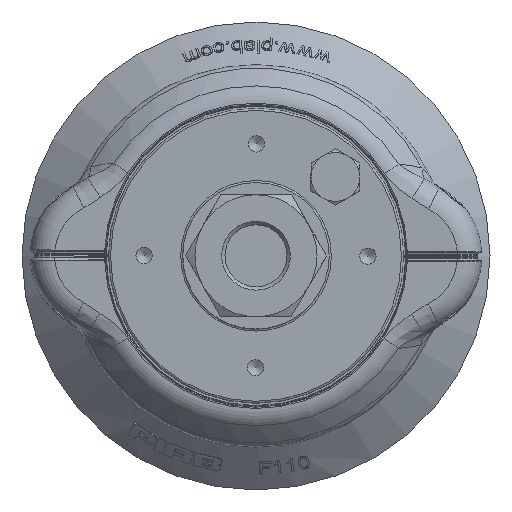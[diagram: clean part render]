
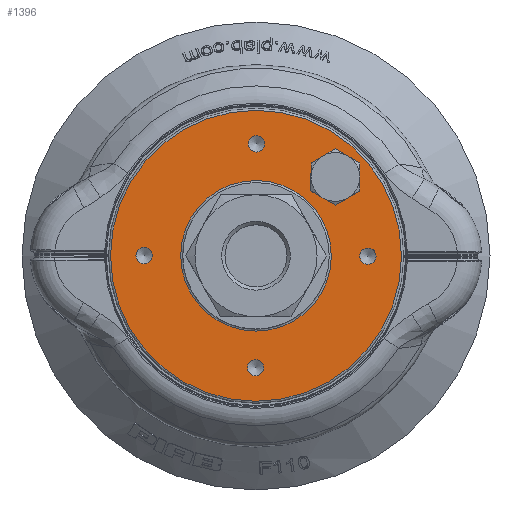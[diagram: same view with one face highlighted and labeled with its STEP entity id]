
A CAD part, top view. The second image highlights one B-rep face of the part: STEP entity #1396.
In plain terms, the highlighted planar face has unit normal (0, 0, 1).
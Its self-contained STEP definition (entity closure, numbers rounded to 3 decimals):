
#1396 = ADVANCED_FACE( '', ( #2806, #2807, #2808, #2809, #2810, #2811, #2812 ), #2813, .F. );
#2806 = FACE_BOUND( '', #12746, .T. );
#2807 = FACE_OUTER_BOUND( '', #12747, .T. );
#2808 = FACE_BOUND( '', #12748, .T. );
#2809 = FACE_BOUND( '', #12749, .T. );
#2810 = FACE_BOUND( '', #12750, .T. );
#2811 = FACE_BOUND( '', #12751, .T. );
#2812 = FACE_BOUND( '', #12752, .T. );
#2813 = PLANE( '', #12753 );
#12746 = EDGE_LOOP( '', ( #18323 ) );
#12747 = EDGE_LOOP( '', ( #18324 ) );
#12748 = EDGE_LOOP( '', ( #18325 ) );
#12749 = EDGE_LOOP( '', ( #18326 ) );
#12750 = EDGE_LOOP( '', ( #18327 ) );
#12751 = EDGE_LOOP( '', ( #18328 ) );
#12752 = EDGE_LOOP( '', ( #18329 ) );
#12753 = AXIS2_PLACEMENT_3D( '', #18330, #18331, #18332 );
#18323 = ORIENTED_EDGE( '', *, *, #20045, .T. );
#18324 = ORIENTED_EDGE( '', *, *, #20577, .T. );
#18325 = ORIENTED_EDGE( '', *, *, #20005, .T. );
#18326 = ORIENTED_EDGE( '', *, *, #20809, .T. );
#18327 = ORIENTED_EDGE( '', *, *, #20810, .T. );
#18328 = ORIENTED_EDGE( '', *, *, #20626, .T. );
#18329 = ORIENTED_EDGE( '', *, *, #19648, .T. );
#18330 = CARTESIAN_POINT( '', ( 0., 0., -7. ) );
#18331 = DIRECTION( '', ( 0., 0., -1. ) );
#18332 = DIRECTION( '', ( -1., 0., 0. ) );
#19648 = EDGE_CURVE( '', #23960, #23960, #23961, .T. );
#20005 = EDGE_CURVE( '', #24562, #24562, #24563, .T. );
#20045 = EDGE_CURVE( '', #24623, #24623, #24624, .T. );
#20577 = EDGE_CURVE( '', #25343, #25343, #25344, .F. );
#20626 = EDGE_CURVE( '', #25405, #25405, #25406, .T. );
#20809 = EDGE_CURVE( '', #25605, #25605, #25606, .T. );
#20810 = EDGE_CURVE( '', #25607, #25607, #25608, .T. );
#23960 = VERTEX_POINT( '', #26706 );
#23961 = CIRCLE( '', #26707, 2. );
#24562 = VERTEX_POINT( '', #29298 );
#24563 = CIRCLE( '', #29299, 18.5 );
#24623 = VERTEX_POINT( '', #29475 );
#24624 = CIRCLE( '', #29476, 5.1 );
#25343 = VERTEX_POINT( '', #32865 );
#25344 = CIRCLE( '', #32866, 35.75 );
#25405 = VERTEX_POINT( '', #33180 );
#25406 = CIRCLE( '', #33181, 2. );
#25605 = VERTEX_POINT( '', #33694 );
#25606 = CIRCLE( '', #33695, 2. );
#25607 = VERTEX_POINT( '', #33696 );
#25608 = CIRCLE( '', #33697, 2. );
#26706 = CARTESIAN_POINT( '', ( -27.5, -2., -7. ) );
#26707 = AXIS2_PLACEMENT_3D( '', #35293, #35294, #35295 );
#29298 = CARTESIAN_POINT( '', ( -18.5, 0., -7. ) );
#29299 = AXIS2_PLACEMENT_3D( '', #35784, #35785, #35786 );
#29475 = CARTESIAN_POINT( '', ( 19.445, 24.545, -7. ) );
#29476 = AXIS2_PLACEMENT_3D( '', #35847, #35848, #35849 );
#32865 = CARTESIAN_POINT( '', ( -35.75, 0., -7. ) );
#32866 = AXIS2_PLACEMENT_3D( '', #36520, #36521, #36522 );
#33180 = CARTESIAN_POINT( '', ( 27.5, -2., -7. ) );
#33181 = AXIS2_PLACEMENT_3D( '', #36584, #36585, #36586 );
#33694 = CARTESIAN_POINT( '', ( 0., -29.5, -7. ) );
#33695 = AXIS2_PLACEMENT_3D( '', #36768, #36769, #36770 );
#33696 = CARTESIAN_POINT( '', ( 0., 25.5, -7. ) );
#33697 = AXIS2_PLACEMENT_3D( '', #36771, #36772, #36773 );
#35293 = CARTESIAN_POINT( '', ( -27.5, 0., -7. ) );
#35294 = DIRECTION( '', ( 0., 0., -1. ) );
#35295 = DIRECTION( '', ( 0., -1., 0. ) );
#35784 = CARTESIAN_POINT( '', ( 0., 0., -7. ) );
#35785 = DIRECTION( '', ( 0., 0., -1. ) );
#35786 = DIRECTION( '', ( -1., 0., 0. ) );
#35847 = CARTESIAN_POINT( '', ( 19.445, 19.445, -7. ) );
#35848 = DIRECTION( '', ( 0., 0., -1. ) );
#35849 = DIRECTION( '', ( 0., 1., 0. ) );
#36520 = CARTESIAN_POINT( '', ( 0., 0., -7. ) );
#36521 = DIRECTION( '', ( 0., 0., -1. ) );
#36522 = DIRECTION( '', ( -1., 0., 0. ) );
#36584 = CARTESIAN_POINT( '', ( 27.5, 0., -7. ) );
#36585 = DIRECTION( '', ( 0., 0., -1. ) );
#36586 = DIRECTION( '', ( 0., -1., 0. ) );
#36768 = CARTESIAN_POINT( '', ( 0., -27.5, -7. ) );
#36769 = DIRECTION( '', ( 0., 0., -1. ) );
#36770 = DIRECTION( '', ( 0., -1., 0. ) );
#36771 = CARTESIAN_POINT( '', ( 0., 27.5, -7. ) );
#36772 = DIRECTION( '', ( 0., 0., -1. ) );
#36773 = DIRECTION( '', ( 0., -1., 0. ) );
